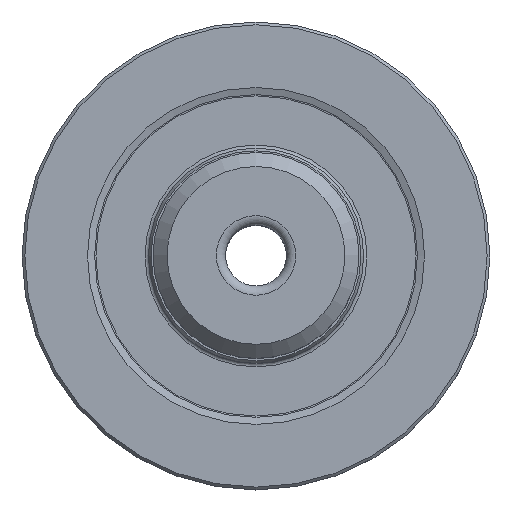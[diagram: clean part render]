
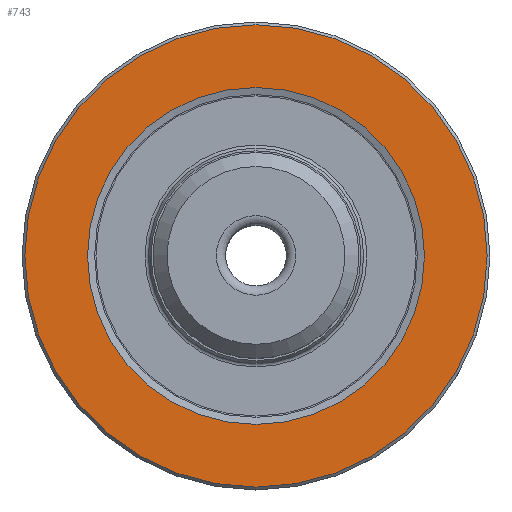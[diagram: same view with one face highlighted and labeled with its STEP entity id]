
A CAD part, top view. The second image highlights one B-rep face of the part: STEP entity #743.
In plain terms, the highlighted planar face has unit normal (0, 0, 1).
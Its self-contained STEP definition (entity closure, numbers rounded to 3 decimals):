
#34=PLANE('',#813);
#96=ORIENTED_EDGE('',*,*,#155,.F.);
#97=ORIENTED_EDGE('',*,*,#156,.T.);
#155=EDGE_CURVE('',#196,#196,#237,.T.);
#156=EDGE_CURVE('',#197,#197,#238,.T.);
#196=VERTEX_POINT('',#1085);
#197=VERTEX_POINT('',#1088);
#237=CIRCLE('',#812,18.);
#238=CIRCLE('',#814,24.7);
#301=EDGE_LOOP('',(#96));
#302=EDGE_LOOP('',(#97));
#383=FACE_BOUND('',#301,.T.);
#384=FACE_BOUND('',#302,.T.);
#743=ADVANCED_FACE('',(#383,#384),#34,.F.);
#812=AXIS2_PLACEMENT_3D('',#1084,#942,#943);
#813=AXIS2_PLACEMENT_3D('',#1086,#944,#945);
#814=AXIS2_PLACEMENT_3D('',#1087,#946,#947);
#942=DIRECTION('',(0.,0.,1.));
#943=DIRECTION('',(1.,0.,0.));
#944=DIRECTION('',(0.,0.,-1.));
#945=DIRECTION('',(-1.,0.,0.));
#946=DIRECTION('',(0.,0.,1.));
#947=DIRECTION('',(1.,0.,0.));
#1084=CARTESIAN_POINT('',(0.,0.,0.));
#1085=CARTESIAN_POINT('',(18.,0.,0.));
#1086=CARTESIAN_POINT('',(24.7,0.,0.));
#1087=CARTESIAN_POINT('',(0.,0.,0.));
#1088=CARTESIAN_POINT('',(24.7,0.,0.));
